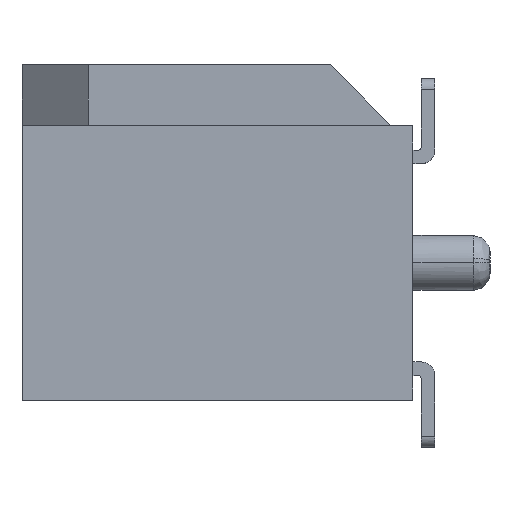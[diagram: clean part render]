
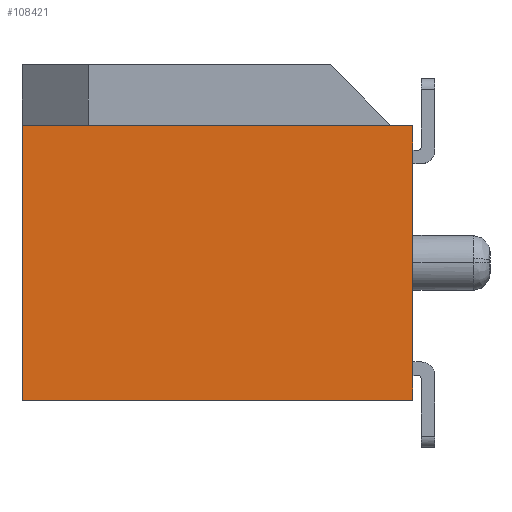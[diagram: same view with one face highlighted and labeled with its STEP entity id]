
A CAD part, left-side view. The second image highlights one B-rep face of the part: STEP entity #108421.
In plain terms, the highlighted planar face has unit normal (-1, 0, 0).
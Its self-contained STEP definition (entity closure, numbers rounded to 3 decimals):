
#5157=CARTESIAN_POINT('',(8.89,1.,-1.1));
#5158=VERTEX_POINT('',#5157);
#5247=CARTESIAN_POINT('',(8.89,8.1,-1.1));
#5248=VERTEX_POINT('',#5247);
#5258=CARTESIAN_POINT('',(8.89,1.,-1.1));
#5259=CARTESIAN_POINT('',(8.89,2.42,-1.1));
#5260=CARTESIAN_POINT('',(8.89,3.84,-1.1));
#5261=CARTESIAN_POINT('',(8.89,5.26,-1.1));
#5262=CARTESIAN_POINT('',(8.89,6.68,-1.1));
#5263=CARTESIAN_POINT('',(8.89,8.1,-1.1));
#5264=B_SPLINE_CURVE_WITH_KNOTS('',5,(#5258,#5259,#5260,#5261,#5262,#5263),.UNSPECIFIED.,.F.,.U.,(6,6),(0.,7.1),.UNSPECIFIED.);
#5265=EDGE_CURVE('',#5158,#5248,#5264,.T.);
#5318=CARTESIAN_POINT('',(8.89,8.1,-6.1));
#5319=VERTEX_POINT('',#5318);
#5329=CARTESIAN_POINT('',(8.89,8.1,-1.1));
#5330=CARTESIAN_POINT('',(8.89,8.1,-2.1));
#5331=CARTESIAN_POINT('',(8.89,8.1,-3.1));
#5332=CARTESIAN_POINT('',(8.89,8.1,-4.1));
#5333=CARTESIAN_POINT('',(8.89,8.1,-5.1));
#5334=CARTESIAN_POINT('',(8.89,8.1,-6.1));
#5335=B_SPLINE_CURVE_WITH_KNOTS('',5,(#5329,#5330,#5331,#5332,#5333,#5334),.UNSPECIFIED.,.F.,.U.,(6,6),(0.,5.),.UNSPECIFIED.);
#5336=EDGE_CURVE('',#5248,#5319,#5335,.T.);
#6147=CARTESIAN_POINT('',(8.89,1.,-6.1));
#6148=VERTEX_POINT('',#6147);
#6160=CARTESIAN_POINT('',(8.89,8.1,-6.1));
#6161=CARTESIAN_POINT('',(8.89,6.68,-6.1));
#6162=CARTESIAN_POINT('',(8.89,5.26,-6.1));
#6163=CARTESIAN_POINT('',(8.89,3.84,-6.1));
#6164=CARTESIAN_POINT('',(8.89,2.42,-6.1));
#6165=CARTESIAN_POINT('',(8.89,1.,-6.1));
#6166=B_SPLINE_CURVE_WITH_KNOTS('',5,(#6160,#6161,#6162,#6163,#6164,#6165),.UNSPECIFIED.,.F.,.U.,(6,6),(0.,7.1),.UNSPECIFIED.);
#6167=EDGE_CURVE('',#5319,#6148,#6166,.T.);
#108195=CARTESIAN_POINT('',(8.89,1.,-1.48));
#108196=VERTEX_POINT('',#108195);
#108197=CARTESIAN_POINT('',(8.89,1.,-5.72));
#108198=VERTEX_POINT('',#108197);
#108199=CARTESIAN_POINT('',(8.89,1.,-1.48));
#108200=DIRECTION('',(0.,0.,-1.));
#108201=VECTOR('',#108200,4.24);
#108202=LINE('',#108199,#108201);
#108203=EDGE_CURVE('',#108196,#108198,#108202,.T.);
#108205=CARTESIAN_POINT('',(8.89,1.,-5.72));
#108206=CARTESIAN_POINT('',(8.89,1.,-5.796));
#108207=CARTESIAN_POINT('',(8.89,1.,-5.872));
#108208=CARTESIAN_POINT('',(8.89,1.,-5.948));
#108209=CARTESIAN_POINT('',(8.89,1.,-6.024));
#108210=CARTESIAN_POINT('',(8.89,1.,-6.1));
#108211=B_SPLINE_CURVE_WITH_KNOTS('',5,(#108205,#108206,#108207,#108208,#108209,#108210),.UNSPECIFIED.,.F.,.U.,(6,6),(0.,0.38),.UNSPECIFIED.);
#108212=EDGE_CURVE('',#108198,#6148,#108211,.T.);
#108244=CARTESIAN_POINT('',(8.89,1.,-1.48));
#108245=CARTESIAN_POINT('',(8.89,1.,-1.404));
#108246=CARTESIAN_POINT('',(8.89,1.,-1.328));
#108247=CARTESIAN_POINT('',(8.89,1.,-1.252));
#108248=CARTESIAN_POINT('',(8.89,1.,-1.176));
#108249=CARTESIAN_POINT('',(8.89,1.,-1.1));
#108250=B_SPLINE_CURVE_WITH_KNOTS('',5,(#108244,#108245,#108246,#108247,#108248,#108249),.UNSPECIFIED.,.F.,.U.,(6,6),(0.,0.38),.UNSPECIFIED.);
#108251=EDGE_CURVE('',#108196,#5158,#108250,.T.);
#108408=CARTESIAN_POINT('',(8.89,4.55,-3.6));
#108409=DIRECTION('',(0.,0.,1.));
#108410=DIRECTION('',(-1.,0.,0.));
#108411=AXIS2_PLACEMENT_3D('',#108408,#108410,#108409);
#108412=PLANE('',#108411);
#108413=ORIENTED_EDGE('',*,*,#5336,.T.);
#108414=ORIENTED_EDGE('',*,*,#6167,.T.);
#108415=ORIENTED_EDGE('',*,*,#108212,.F.);
#108416=ORIENTED_EDGE('',*,*,#108203,.F.);
#108417=ORIENTED_EDGE('',*,*,#108251,.T.);
#108418=ORIENTED_EDGE('',*,*,#5265,.T.);
#108419=EDGE_LOOP('',(#108413,#108414,#108415,#108416,#108417,#108418));
#108420=FACE_OUTER_BOUND('',#108419,.T.);
#108421=ADVANCED_FACE('',(#108420),#108412,.T.);
